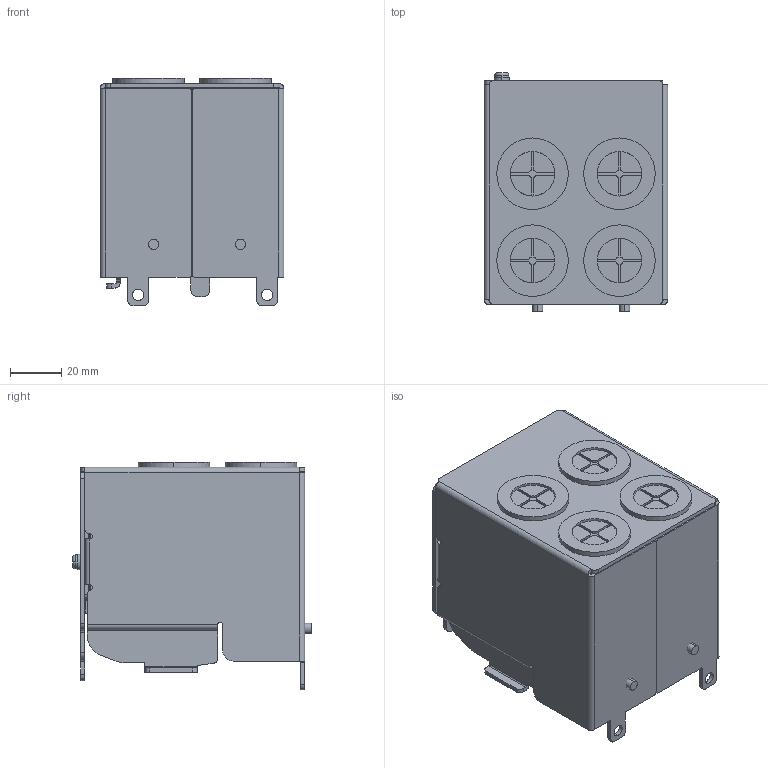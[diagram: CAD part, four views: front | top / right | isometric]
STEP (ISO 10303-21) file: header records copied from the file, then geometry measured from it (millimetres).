
FILE_DESCRIPTION (( 'STEP AP214' ), '1' );
FILE_NAME ('GS20A-N1A3.STEP', '2020-03-10T16:43:29', ( '' ), ( '' ), 'SwSTEP 2.0', 'SolidWorks 2017', '' );
FILE_SCHEMA (( 'AUTOMOTIVE_DESIGN' ));
Length unit declared in the file: inch
Products named in the file (1): GS20A-N1A3
Bounding box: 72 x 93.5 x 89 mm (x, y, z)
Volume: 54462.6 mm3; surface area: 71513.1 mm2
Topology: 12 solids, 12 shells, 486 faces, 1244 edges, 812 vertices
Faces by surface type: plane 232, cylinder 200, cone 44, bspline 4, torus 4, sphere 2
Entity records: 15434 total; most frequent: CARTESIAN_POINT 2914, DIRECTION 2702, ORIENTED_EDGE 2488, EDGE_CURVE 1244, AXIS2_PLACEMENT_3D 1011, VERTEX_POINT 812, LINE 680, VECTOR 680
